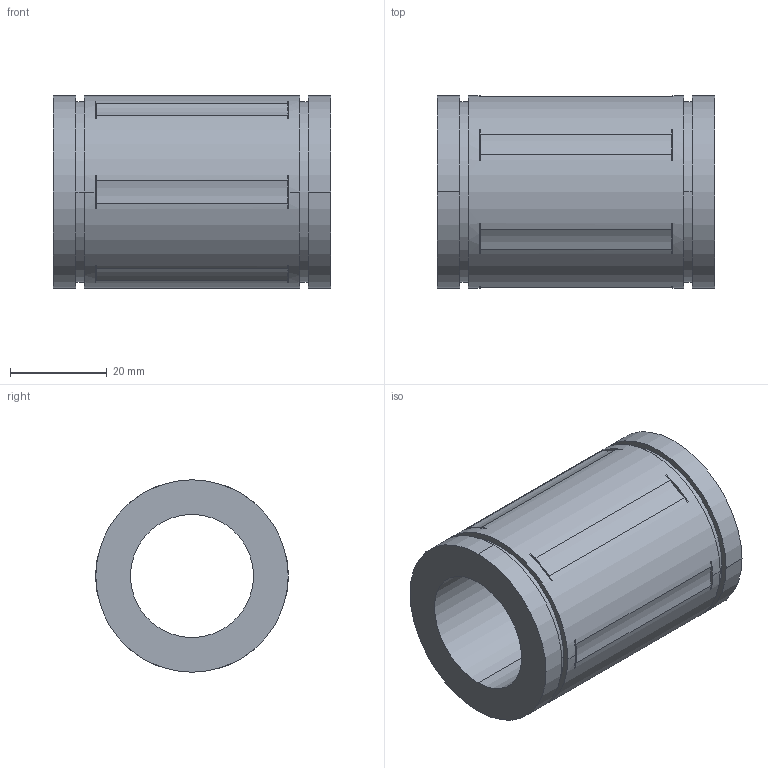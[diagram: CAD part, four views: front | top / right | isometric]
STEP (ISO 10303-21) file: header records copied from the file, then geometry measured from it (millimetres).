
FILE_DESCRIPTION (( 'STEP AP214' ), '1' );
FILE_NAME ('LARSACC-009.step', '2016-04-25T19:32:50', ( '' ), ( '' ), 'SwSTEP 2.0', 'SolidWorks 2015', '' );
FILE_SCHEMA (( 'AUTOMOTIVE_DESIGN' ));
Length unit declared in the file: inch
Products named in the file (1): LARSACC-009
Bounding box: 57.15 x 39.69 x 39.69 mm (x, y, z)
Volume: 40935.2 mm3; surface area: 13793.1 mm2
Topology: 1 solids, 1 shells, 67 faces, 159 edges, 106 vertices
Faces by surface type: plane 36, cylinder 31
Entity records: 2043 total; most frequent: DIRECTION 401, CARTESIAN_POINT 333, ORIENTED_EDGE 318, AXIS2_PLACEMENT_3D 174, EDGE_CURVE 159, VERTEX_POINT 106, CIRCLE 106, EDGE_LOOP 81
